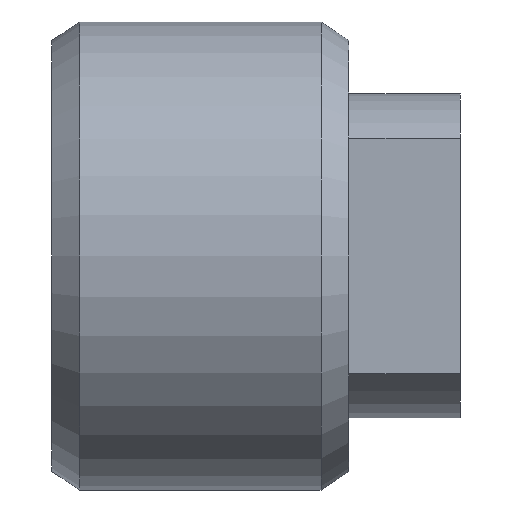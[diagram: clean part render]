
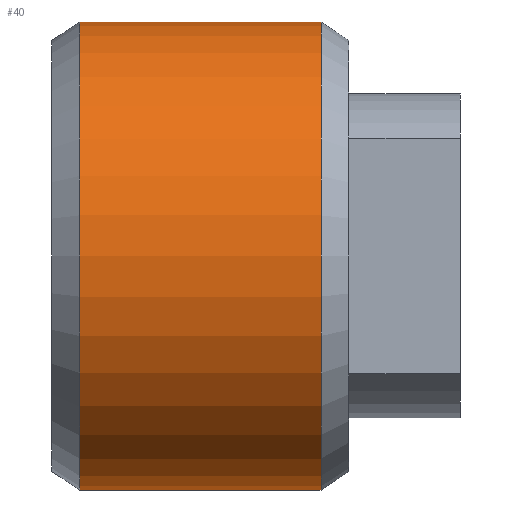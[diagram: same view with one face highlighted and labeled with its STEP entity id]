
A CAD part, front view. The second image highlights one B-rep face of the part: STEP entity #40.
In plain terms, the highlighted cylindrical face has radius 12.6 mm (diameter 25.2 mm), a partial arc.
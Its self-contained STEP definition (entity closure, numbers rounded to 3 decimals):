
#24 = ORIENTED_EDGE ( 'NONE', *, *, #573, .F. ) ;
#35 = CIRCLE ( 'NONE', #329, 12.6 ) ;
#40 = ADVANCED_FACE ( 'NONE', ( #575 ), #640, .T. ) ;
#45 = LINE ( 'NONE', #256, #366 ) ;
#64 = DIRECTION ( 'NONE',  ( -1., 0., 0. ) ) ;
#70 = DIRECTION ( 'NONE',  ( -1., 0., 0. ) ) ;
#74 = VECTOR ( 'NONE', #365, 1000. ) ;
#130 = EDGE_CURVE ( 'NONE', #609, #342, #35, .T. ) ;
#133 = DIRECTION ( 'NONE',  ( -1., 0., 0. ) ) ;
#158 = CARTESIAN_POINT ( 'NONE',  ( 6.318, 0., 12.6 ) ) ;
#162 = CARTESIAN_POINT ( 'NONE',  ( -142.529, 0., 0. ) ) ;
#164 = CARTESIAN_POINT ( 'NONE',  ( -142.529, 0., 12.6 ) ) ;
#208 = DIRECTION ( 'NONE',  ( -1., 0., 0. ) ) ;
#215 = VERTEX_POINT ( 'NONE', #158 ) ;
#217 = CIRCLE ( 'NONE', #380, 12.6 ) ;
#256 = CARTESIAN_POINT ( 'NONE',  ( -142.529, 0., -12.6 ) ) ;
#266 = VERTEX_POINT ( 'NONE', #613 ) ;
#274 = DIRECTION ( 'NONE',  ( 0., 0., 1. ) ) ;
#329 = AXIS2_PLACEMENT_3D ( 'NONE', #649, #133, #642 ) ;
#342 = VERTEX_POINT ( 'NONE', #431 ) ;
#365 = DIRECTION ( 'NONE',  ( -1., 0., 0. ) ) ;
#366 = VECTOR ( 'NONE', #208, 1000. ) ;
#380 = AXIS2_PLACEMENT_3D ( 'NONE', #532, #64, #274 ) ;
#426 = AXIS2_PLACEMENT_3D ( 'NONE', #162, #70, #637 ) ;
#431 = CARTESIAN_POINT ( 'NONE',  ( -6.682, 0., 12.6 ) ) ;
#441 = EDGE_CURVE ( 'NONE', #266, #215, #217, .T. ) ;
#461 = ORIENTED_EDGE ( 'NONE', *, *, #441, .T. ) ;
#475 = EDGE_LOOP ( 'NONE', ( #24, #461, #627, #563 ) ) ;
#532 = CARTESIAN_POINT ( 'NONE',  ( 6.318, 0., 0. ) ) ;
#563 = ORIENTED_EDGE ( 'NONE', *, *, #130, .F. ) ;
#573 = EDGE_CURVE ( 'NONE', #266, #609, #45, .T. ) ;
#574 = CARTESIAN_POINT ( 'NONE',  ( -6.682, 0., -12.6 ) ) ;
#575 = FACE_OUTER_BOUND ( 'NONE', #475, .T. ) ;
#601 = EDGE_CURVE ( 'NONE', #215, #342, #619, .T. ) ;
#609 = VERTEX_POINT ( 'NONE', #574 ) ;
#613 = CARTESIAN_POINT ( 'NONE',  ( 6.318, 0., -12.6 ) ) ;
#619 = LINE ( 'NONE', #164, #74 ) ;
#627 = ORIENTED_EDGE ( 'NONE', *, *, #601, .T. ) ;
#637 = DIRECTION ( 'NONE',  ( 0., 0., 1. ) ) ;
#640 = CYLINDRICAL_SURFACE ( 'NONE', #426, 12.6 ) ;
#642 = DIRECTION ( 'NONE',  ( 0., 0., 1. ) ) ;
#649 = CARTESIAN_POINT ( 'NONE',  ( -6.682, 0., 0. ) ) ;
